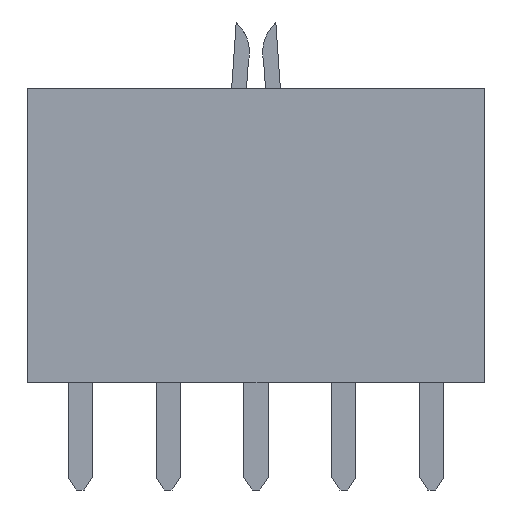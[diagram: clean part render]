
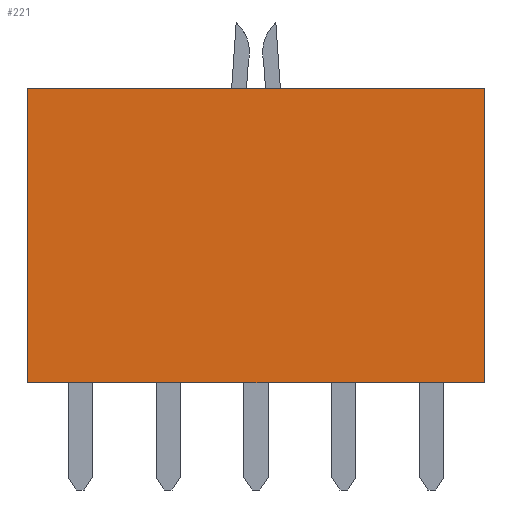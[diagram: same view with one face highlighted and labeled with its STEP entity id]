
A CAD part, front view. The second image highlights one B-rep face of the part: STEP entity #221.
In plain terms, the highlighted planar face has unit normal (0, -1, 0).
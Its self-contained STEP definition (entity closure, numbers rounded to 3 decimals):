
#221 = ADVANCED_FACE( '', ( #485 ), #486, .T. );
#485 = FACE_OUTER_BOUND( '', #804, .T. );
#486 = PLANE( '', #805 );
#804 = EDGE_LOOP( '', ( #1399, #1400, #1401, #1402 ) );
#805 = AXIS2_PLACEMENT_3D( '', #1403, #1404, #1405 );
#1399 = ORIENTED_EDGE( '', *, *, #2095, .T. );
#1400 = ORIENTED_EDGE( '', *, *, #2096, .T. );
#1401 = ORIENTED_EDGE( '', *, *, #2097, .T. );
#1402 = ORIENTED_EDGE( '', *, *, #1904, .T. );
#1403 = CARTESIAN_POINT( '', ( 0., -1.25, 0. ) );
#1404 = DIRECTION( '', ( 0., -1., 0. ) );
#1405 = DIRECTION( '', ( 0., 0., -1. ) );
#1904 = EDGE_CURVE( '', #2277, #2275, #2278, .T. );
#2095 = EDGE_CURVE( '', #2275, #2579, #2580, .T. );
#2096 = EDGE_CURVE( '', #2579, #2581, #2582, .T. );
#2097 = EDGE_CURVE( '', #2581, #2277, #2583, .T. );
#2275 = VERTEX_POINT( '', #2809 );
#2277 = VERTEX_POINT( '', #2812 );
#2278 = LINE( '', #2813, #2814 );
#2579 = VERTEX_POINT( '', #3277 );
#2580 = LINE( '', #3278, #3279 );
#2581 = VERTEX_POINT( '', #3280 );
#2582 = LINE( '', #3281, #3282 );
#2583 = LINE( '', #3283, #3284 );
#2809 = CARTESIAN_POINT( '', ( 6.6, -1.25, 4.25 ) );
#2812 = CARTESIAN_POINT( '', ( 6.6, -1.25, -4.25 ) );
#2813 = CARTESIAN_POINT( '', ( 6.6, -1.25, -4.25 ) );
#2814 = VECTOR( '', #3531, 1000. );
#3277 = CARTESIAN_POINT( '', ( -6.6, -1.25, 4.25 ) );
#3278 = CARTESIAN_POINT( '', ( 6.6, -1.25, 4.25 ) );
#3279 = VECTOR( '', #3683, 1000. );
#3280 = CARTESIAN_POINT( '', ( -6.6, -1.25, -4.25 ) );
#3281 = CARTESIAN_POINT( '', ( -6.6, -1.25, 4.25 ) );
#3282 = VECTOR( '', #3684, 1000. );
#3283 = CARTESIAN_POINT( '', ( -6.6, -1.25, -4.25 ) );
#3284 = VECTOR( '', #3685, 1000. );
#3531 = DIRECTION( '', ( 0., 0., 1. ) );
#3683 = DIRECTION( '', ( -1., 0., 0. ) );
#3684 = DIRECTION( '', ( 0., 0., -1. ) );
#3685 = DIRECTION( '', ( 1., 0., 0. ) );
